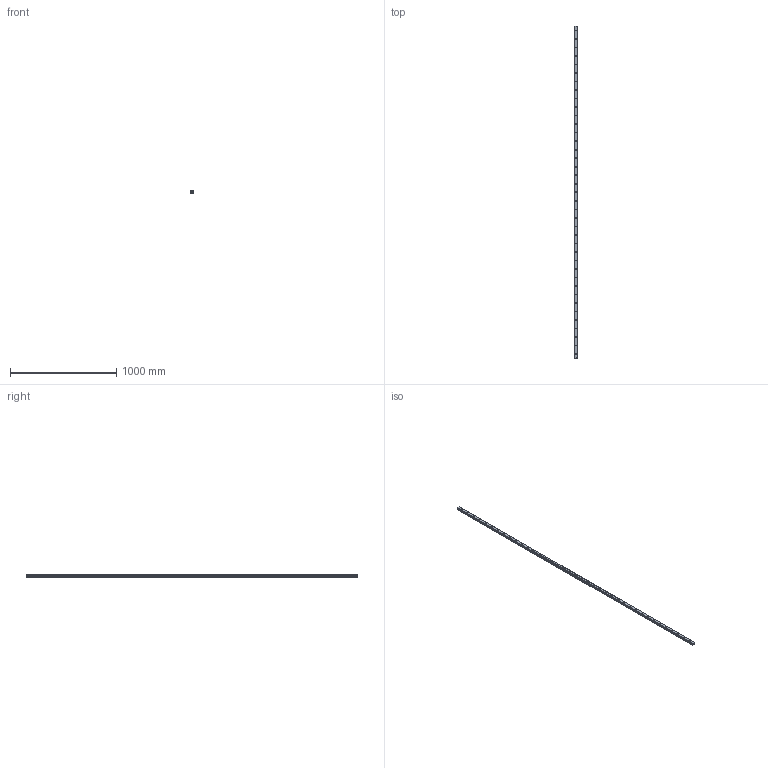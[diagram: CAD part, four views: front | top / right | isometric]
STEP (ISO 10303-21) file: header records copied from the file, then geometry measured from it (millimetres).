
FILE_DESCRIPTION(('STEP AP214'),'1');
FILE_NAME('cctmp_32CDC1C1-B8EA-49EA-B8D5-13AADB2078D7_2021_02_12_11_32_48_0652..stp','2021-02-12T10:32:48',('HIWIN GmbH'),('CADClick - www.CADClick.com'),'Spatial InterOp 3D',' ','unknown authorization');
FILE_SCHEMA(('AUTOMOTIVE_DESIGN'));
Length unit declared in the file: millimetre
Products named in the file (1): EGR30R3120C_FILE
Bounding box: 28 x 3120 x 23 mm (x, y, z)
Volume: 1744311.1 mm3; surface area: 350233.7 mm2
Topology: 1 solids, 1 shells, 454 faces, 993 edges, 662 vertices
Faces by surface type: cylinder 252, plane 202
Entity records: 16317 total; most frequent: DIRECTION 2407, CARTESIAN_POINT 2110, ORIENTED_EDGE 1986, EDGE_CURVE 993, AXIS2_PLACEMENT_3D 959, VERTEX_POINT 662, EDGE_LOOP 575, CIRCLE 504
